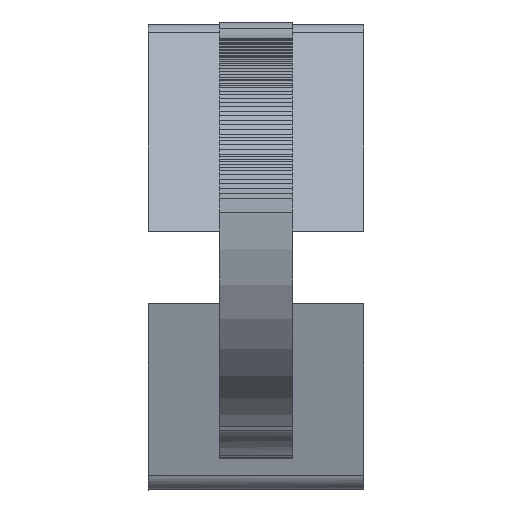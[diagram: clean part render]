
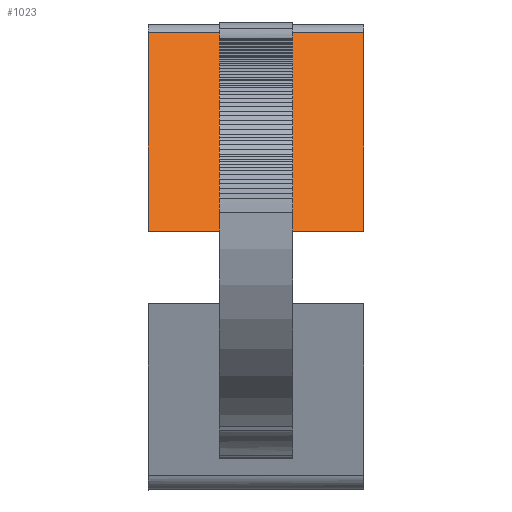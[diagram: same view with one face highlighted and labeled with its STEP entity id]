
A CAD part, top view. The second image highlights one B-rep face of the part: STEP entity #1023.
In plain terms, the highlighted planar face has unit normal (0, 0.547, 0.837).
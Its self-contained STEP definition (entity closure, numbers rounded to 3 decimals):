
#980=AXIS2_PLACEMENT_3D('Plane Axis2P3D',#977,#978,#979) ;
#42=CARTESIAN_POINT('Vertex',(22.6,40.427,128.686)) ;
#45=CARTESIAN_POINT('Line Origine',(22.6,52.298,120.927)) ;
#49=CARTESIAN_POINT('Vertex',(22.6,64.168,113.168)) ;
#922=CARTESIAN_POINT('Vertex',(11.1,40.427,128.686)) ;
#925=CARTESIAN_POINT('Line Origine',(5.55,40.427,128.686)) ;
#929=CARTESIAN_POINT('Vertex',(0.,40.427,128.686)) ;
#950=CARTESIAN_POINT('Vertex',(33.7,40.427,128.686)) ;
#953=CARTESIAN_POINT('Line Origine',(28.15,40.427,128.686)) ;
#977=CARTESIAN_POINT('Axis2P3D Location',(0.,40.427,128.686)) ;
#982=CARTESIAN_POINT('Line Origine',(0.,55.919,118.56)) ;
#986=CARTESIAN_POINT('Vertex',(0.,71.41,108.434)) ;
#989=CARTESIAN_POINT('Line Origine',(11.1,52.298,120.927)) ;
#993=CARTESIAN_POINT('Vertex',(11.1,64.168,113.168)) ;
#996=CARTESIAN_POINT('Line Origine',(16.85,64.168,113.168)) ;
#1001=CARTESIAN_POINT('Line Origine',(33.7,55.919,118.56)) ;
#1005=CARTESIAN_POINT('Vertex',(33.7,71.41,108.434)) ;
#1008=CARTESIAN_POINT('Line Origine',(16.85,71.41,108.434)) ;
#46=DIRECTION('Vector Direction',(0.,0.837,-0.547)) ;
#926=DIRECTION('Vector Direction',(-1.,0.,0.)) ;
#954=DIRECTION('Vector Direction',(-1.,0.,0.)) ;
#978=DIRECTION('Axis2P3D Direction',(0.,-0.547,-0.837)) ;
#979=DIRECTION('Axis2P3D XDirection',(0.,0.837,-0.547)) ;
#983=DIRECTION('Vector Direction',(0.,0.837,-0.547)) ;
#990=DIRECTION('Vector Direction',(0.,-0.837,0.547)) ;
#997=DIRECTION('Vector Direction',(-1.,0.,0.)) ;
#1002=DIRECTION('Vector Direction',(0.,-0.837,0.547)) ;
#1009=DIRECTION('Vector Direction',(1.,0.,0.)) ;
#47=VECTOR('Line Direction',#46,1.) ;
#927=VECTOR('Line Direction',#926,1.) ;
#955=VECTOR('Line Direction',#954,1.) ;
#984=VECTOR('Line Direction',#983,1.) ;
#991=VECTOR('Line Direction',#990,1.) ;
#998=VECTOR('Line Direction',#997,1.) ;
#1003=VECTOR('Line Direction',#1002,1.) ;
#1010=VECTOR('Line Direction',#1009,1.) ;
#1014=ORIENTED_EDGE('',*,*,#988,.F.) ;
#1015=ORIENTED_EDGE('',*,*,#931,.F.) ;
#1016=ORIENTED_EDGE('',*,*,#995,.F.) ;
#1017=ORIENTED_EDGE('',*,*,#1000,.F.) ;
#1018=ORIENTED_EDGE('',*,*,#51,.F.) ;
#1019=ORIENTED_EDGE('',*,*,#957,.F.) ;
#1020=ORIENTED_EDGE('',*,*,#1007,.F.) ;
#1021=ORIENTED_EDGE('',*,*,#1012,.F.) ;
#1023=ADVANCED_FACE('Koerper.2',(#1022),#981,.F.) ;
#51=EDGE_CURVE('',#43,#50,#48,.T.) ;
#931=EDGE_CURVE('',#923,#930,#928,.T.) ;
#957=EDGE_CURVE('',#951,#43,#956,.T.) ;
#988=EDGE_CURVE('',#930,#987,#985,.T.) ;
#995=EDGE_CURVE('',#994,#923,#992,.T.) ;
#1000=EDGE_CURVE('',#50,#994,#999,.T.) ;
#1007=EDGE_CURVE('',#1006,#951,#1004,.T.) ;
#1012=EDGE_CURVE('',#987,#1006,#1011,.T.) ;
#1013=EDGE_LOOP('',(#1014,#1015,#1016,#1017,#1018,#1019,#1020,#1021)) ;
#1022=FACE_OUTER_BOUND('',#1013,.T.) ;
#48=LINE('Line',#45,#47) ;
#928=LINE('Line',#925,#927) ;
#956=LINE('Line',#953,#955) ;
#985=LINE('Line',#982,#984) ;
#992=LINE('Line',#989,#991) ;
#999=LINE('Line',#996,#998) ;
#1004=LINE('Line',#1001,#1003) ;
#1011=LINE('Line',#1008,#1010) ;
#981=PLANE('',#980) ;
#43=VERTEX_POINT('',#42) ;
#50=VERTEX_POINT('',#49) ;
#923=VERTEX_POINT('',#922) ;
#930=VERTEX_POINT('',#929) ;
#951=VERTEX_POINT('',#950) ;
#987=VERTEX_POINT('',#986) ;
#994=VERTEX_POINT('',#993) ;
#1006=VERTEX_POINT('',#1005) ;
